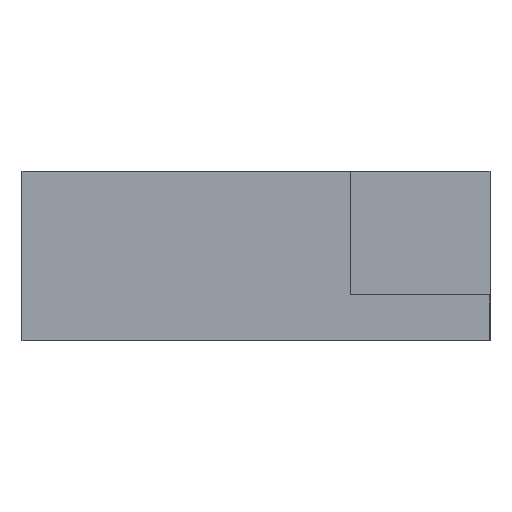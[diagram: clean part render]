
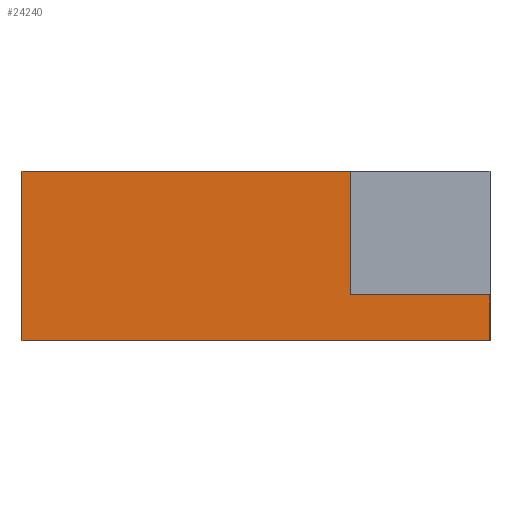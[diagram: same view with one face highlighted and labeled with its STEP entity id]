
A CAD part, left-side view. The second image highlights one B-rep face of the part: STEP entity #24240.
In plain terms, the highlighted planar face has unit normal (-1, 0, 0).
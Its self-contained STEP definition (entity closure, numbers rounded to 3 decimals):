
#60=CARTESIAN_POINT('',(-11.48,6.89,0.09));
#70=DIRECTION('',(0.,-1.,0.));
#80=VECTOR('',#70,1.);
#90=LINE('',#60,#80);
#100=CARTESIAN_POINT('',(-11.48,6.89,0.09));
#110=VERTEX_POINT('',#100);
#120=CARTESIAN_POINT('',(-11.48,-2.79,0.09));
#130=VERTEX_POINT('',#120);
#140=EDGE_CURVE('',#110,#130,#90,.T.);
#1440=CARTESIAN_POINT('',(-11.48,6.89,-4.9));
#1450=DIRECTION('',(0.,-1.,0.));
#1460=VECTOR('',#1450,1.);
#1470=LINE('',#1440,#1460);
#1480=CARTESIAN_POINT('',(-11.48,6.89,-4.9));
#1490=VERTEX_POINT('',#1480);
#1500=CARTESIAN_POINT('',(-11.48,-6.89,-4.9));
#1510=VERTEX_POINT('',#1500);
#1520=EDGE_CURVE('',#1490,#1510,#1470,.T.);
#2140=CARTESIAN_POINT('',(-11.48,0.,-3.55));
#2150=DIRECTION('',(0.,1.,0.));
#2160=VECTOR('',#2150,1.);
#2170=LINE('',#2140,#2160);
#2180=CARTESIAN_POINT('',(-11.48,-6.89,-3.55));
#2190=VERTEX_POINT('',#2180);
#2200=CARTESIAN_POINT('',(-11.48,-2.79,-3.55));
#2210=VERTEX_POINT('',#2200);
#2220=EDGE_CURVE('',#2190,#2210,#2170,.T.);
#2770=CARTESIAN_POINT('',(-11.48,-2.79,0.));
#2780=DIRECTION('',(0.,0.,1.));
#2790=VECTOR('',#2780,1.);
#2800=LINE('',#2770,#2790);
#2810=EDGE_CURVE('',#2210,#130,#2800,.T.);
#24010=CARTESIAN_POINT('',(-11.48,-6.89,0.));
#24020=DIRECTION('',(-1.,0.,0.));
#24030=DIRECTION('',(0.,1.,0.));
#24040=AXIS2_PLACEMENT_3D('',#24010,#24020,#24030);
#24050=PLANE('',#24040);
#24060=CARTESIAN_POINT('',(-11.48,-6.89,0.));
#24070=DIRECTION('',(0.,0.,1.));
#24080=VECTOR('',#24070,1.);
#24090=LINE('',#24060,#24080);
#24100=EDGE_CURVE('',#1510,#2190,#24090,.T.);
#24110=ORIENTED_EDGE('',*,*,#24100,.T.);
#24120=ORIENTED_EDGE('',*,*,#1520,.T.);
#24130=CARTESIAN_POINT('',(-11.48,6.89,0.));
#24140=DIRECTION('',(0.,0.,1.));
#24150=VECTOR('',#24140,1.);
#24160=LINE('',#24130,#24150);
#24170=EDGE_CURVE('',#1490,#110,#24160,.T.);
#24180=ORIENTED_EDGE('',*,*,#24170,.F.);
#24190=ORIENTED_EDGE('',*,*,#140,.F.);
#24200=ORIENTED_EDGE('',*,*,#2810,.T.);
#24210=ORIENTED_EDGE('',*,*,#2220,.T.);
#24220=EDGE_LOOP('',(#24210,#24200,#24190,#24180,#24120,#24110));
#24230=FACE_OUTER_BOUND('',#24220,.T.);
#24240=ADVANCED_FACE('',(#24230),#24050,.T.);
